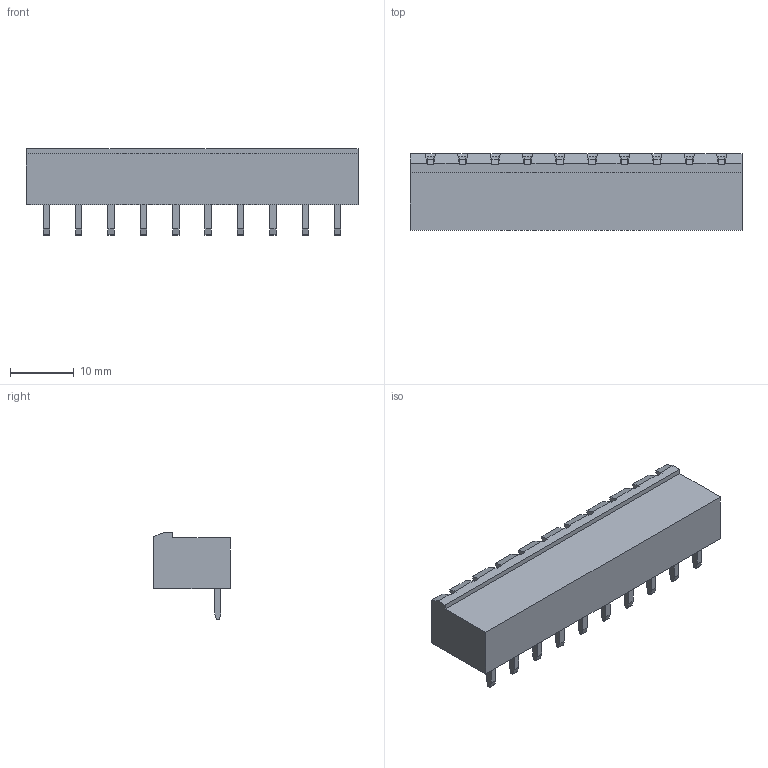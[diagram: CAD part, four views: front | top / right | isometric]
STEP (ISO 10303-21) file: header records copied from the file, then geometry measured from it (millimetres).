
FILE_DESCRIPTION (( 'STEP AP203' ), '1' );
FILE_NAME ('SOKETLI BASKILI DEVRE KLEMENSI - 5,08 MM ERKEK 90 KAPALI - 10 LI.STEP', '2018-09-12T06:28:43', ( 'user' ), ( '' ), 'SwSTEP 2.0', 'SolidWorks 2016', '' );
FILE_SCHEMA (( 'CONFIG_CONTROL_DESIGN' ));
Length unit declared in the file: millimetre
Products named in the file (1): SOKETLI BASKILI DEVRE KLEMENSI - 5,08 MM ERKEK 90 KAPALI - 10 LI
Bounding box: 52.1 x 12 x 13.6 mm (x, y, z)
Volume: 2463.7 mm3; surface area: 4565.9 mm2
Topology: 1 solids, 1 shells, 519 faces, 1411 edges, 934 vertices
Faces by surface type: plane 419, cylinder 90, cone 10
Entity records: 16292 total; most frequent: CARTESIAN_POINT 2925, ORIENTED_EDGE 2822, DIRECTION 2641, EDGE_CURVE 1411, VECTOR 1181, LINE 1181, VERTEX_POINT 934, AXIS2_PLACEMENT_3D 730
